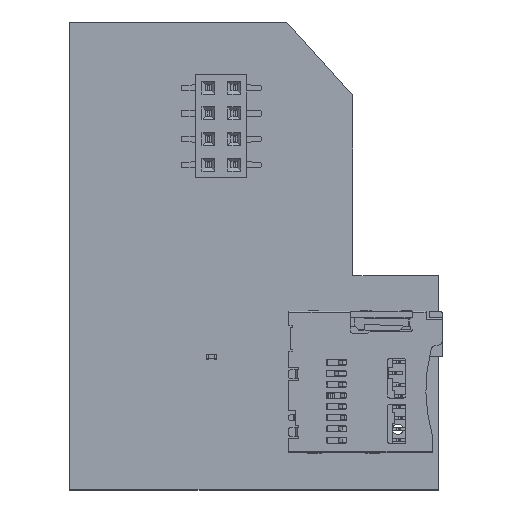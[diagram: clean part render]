
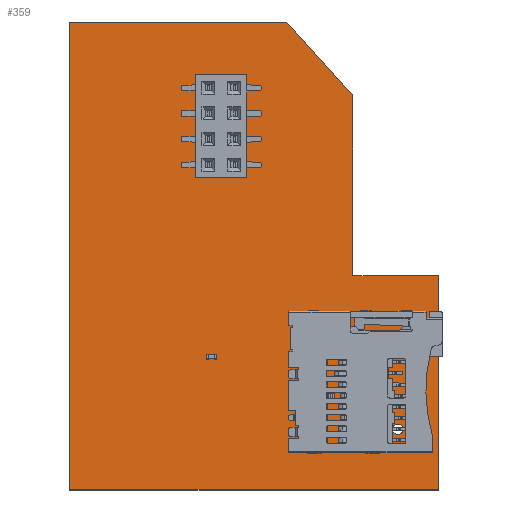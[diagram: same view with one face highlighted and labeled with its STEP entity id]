
A CAD part, top view. The second image highlights one B-rep face of the part: STEP entity #359.
In plain terms, the highlighted planar face has unit normal (0, 0, 1).
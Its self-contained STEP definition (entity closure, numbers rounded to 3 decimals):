
#81 = VERTEX_POINT('',#82);
#82 = CARTESIAN_POINT('',(74.064,-54.67,0.));
#99 = VERTEX_POINT('',#100);
#100 = CARTESIAN_POINT('',(95.564,-54.67,0.));
#106 = EDGE_CURVE('',#81,#99,#107,.T.);
#107 = LINE('',#108,#109);
#108 = CARTESIAN_POINT('',(74.064,-54.67,0.));
#109 = VECTOR('',#110,1.);
#110 = DIRECTION('',(1.,0.,0.));
#130 = VERTEX_POINT('',#131);
#131 = CARTESIAN_POINT('',(74.064,-101.,0.));
#137 = EDGE_CURVE('',#81,#130,#138,.T.);
#138 = LINE('',#139,#140);
#139 = CARTESIAN_POINT('',(74.064,-54.67,0.));
#140 = VECTOR('',#141,1.);
#141 = DIRECTION('',(0.,-1.,0.));
#161 = VERTEX_POINT('',#162);
#162 = CARTESIAN_POINT('',(102.1,-61.97,0.));
#168 = EDGE_CURVE('',#99,#161,#169,.T.);
#169 = LINE('',#170,#171);
#170 = CARTESIAN_POINT('',(95.564,-54.67,0.));
#171 = VECTOR('',#172,1.);
#172 = DIRECTION('',(0.667,-0.745,0.));
#192 = VERTEX_POINT('',#193);
#193 = CARTESIAN_POINT('',(110.564,-101.,0.));
#199 = EDGE_CURVE('',#130,#192,#200,.T.);
#200 = LINE('',#201,#202);
#201 = CARTESIAN_POINT('',(74.064,-101.,0.));
#202 = VECTOR('',#203,1.);
#203 = DIRECTION('',(1.,0.,0.));
#223 = VERTEX_POINT('',#224);
#224 = CARTESIAN_POINT('',(102.1,-79.78,0.));
#230 = EDGE_CURVE('',#161,#223,#231,.T.);
#231 = LINE('',#232,#233);
#232 = CARTESIAN_POINT('',(102.1,-61.97,0.));
#233 = VECTOR('',#234,1.);
#234 = DIRECTION('',(0.,-1.,0.));
#254 = VERTEX_POINT('',#255);
#255 = CARTESIAN_POINT('',(110.564,-79.78,0.));
#261 = EDGE_CURVE('',#192,#254,#262,.T.);
#262 = LINE('',#263,#264);
#263 = CARTESIAN_POINT('',(110.564,-101.,0.));
#264 = VECTOR('',#265,1.);
#265 = DIRECTION('',(0.,1.,0.));
#283 = EDGE_CURVE('',#223,#254,#284,.T.);
#284 = LINE('',#285,#286);
#285 = CARTESIAN_POINT('',(102.1,-79.78,0.));
#286 = VECTOR('',#287,1.);
#287 = DIRECTION('',(1.,0.,0.));
#298 = VERTEX_POINT('',#299);
#299 = CARTESIAN_POINT('',(107.075,-95.,0.));
#315 = EDGE_CURVE('',#298,#298,#316,.T.);
#316 = CIRCLE('',#317,0.525);
#317 = AXIS2_PLACEMENT_3D('',#318,#319,#320);
#318 = CARTESIAN_POINT('',(106.55,-95.,0.));
#319 = DIRECTION('',(0.,0.,1.));
#320 = DIRECTION('',(1.,0.,-0.));
#331 = VERTEX_POINT('',#332);
#332 = CARTESIAN_POINT('',(107.075,-87.,0.));
#348 = EDGE_CURVE('',#331,#331,#349,.T.);
#349 = CIRCLE('',#350,0.525);
#350 = AXIS2_PLACEMENT_3D('',#351,#352,#353);
#351 = CARTESIAN_POINT('',(106.55,-87.,0.));
#352 = DIRECTION('',(0.,0.,1.));
#353 = DIRECTION('',(1.,0.,-0.));
#359 = ADVANCED_FACE('',(#360,#369,#372),#375,.F.);
#360 = FACE_BOUND('',#361,.F.);
#361 = EDGE_LOOP('',(#362,#363,#364,#365,#366,#367,#368));
#362 = ORIENTED_EDGE('',*,*,#106,.T.);
#363 = ORIENTED_EDGE('',*,*,#168,.T.);
#364 = ORIENTED_EDGE('',*,*,#230,.T.);
#365 = ORIENTED_EDGE('',*,*,#283,.T.);
#366 = ORIENTED_EDGE('',*,*,#261,.F.);
#367 = ORIENTED_EDGE('',*,*,#199,.F.);
#368 = ORIENTED_EDGE('',*,*,#137,.F.);
#369 = FACE_BOUND('',#370,.F.);
#370 = EDGE_LOOP('',(#371));
#371 = ORIENTED_EDGE('',*,*,#315,.T.);
#372 = FACE_BOUND('',#373,.F.);
#373 = EDGE_LOOP('',(#374));
#374 = ORIENTED_EDGE('',*,*,#348,.T.);
#375 = PLANE('',#376);
#376 = AXIS2_PLACEMENT_3D('',#377,#378,#379);
#377 = CARTESIAN_POINT('',(90.689,-79.785,0.));
#378 = DIRECTION('',(-0.,-0.,-1.));
#379 = DIRECTION('',(-1.,0.,0.));
